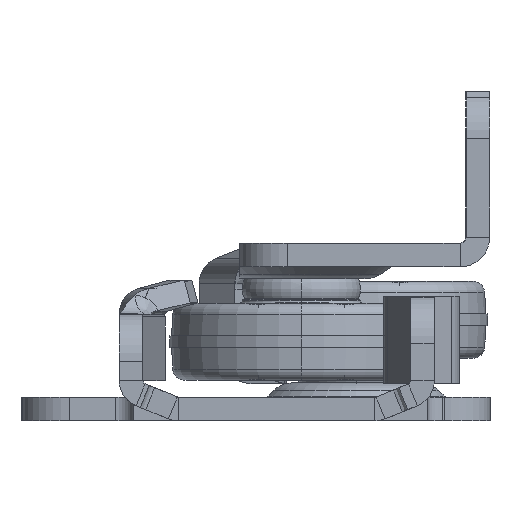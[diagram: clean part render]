
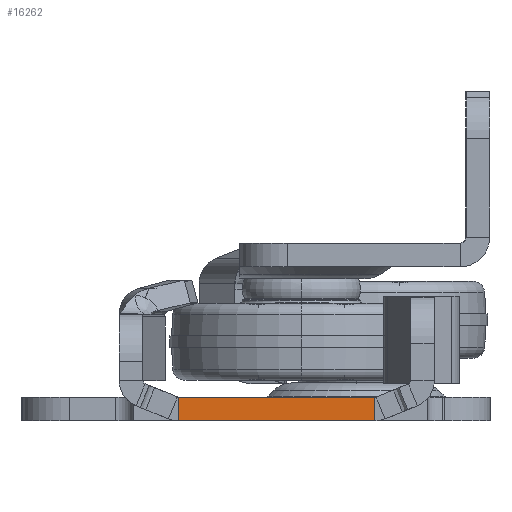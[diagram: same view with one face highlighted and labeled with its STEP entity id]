
A CAD part, left-side view. The second image highlights one B-rep face of the part: STEP entity #16262.
In plain terms, the highlighted planar face has unit normal (-1, 0, 0).
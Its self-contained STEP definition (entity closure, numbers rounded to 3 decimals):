
#62 = LINE ( 'NONE', #9419, #10676 ) ;
#359 = EDGE_CURVE ( 'NONE', #10626, #796, #10114, .T. ) ;
#796 = VERTEX_POINT ( 'NONE', #2783 ) ;
#1738 = PLANE ( 'NONE',  #16005 ) ;
#2022 = LINE ( 'NONE', #14706, #7795 ) ;
#2364 = EDGE_CURVE ( 'NONE', #14415, #8523, #3248, .T. ) ;
#2783 = CARTESIAN_POINT ( 'NONE',  ( -749.5, 7.022, 2. ) ) ;
#3133 = EDGE_CURVE ( 'NONE', #8523, #10626, #62, .T. ) ;
#3248 = LINE ( 'NONE', #4602, #3739 ) ;
#3739 = VECTOR ( 'NONE', #8682, 1000. ) ;
#3903 = DIRECTION ( 'NONE',  ( 0., 1., 0. ) ) ;
#4451 = DIRECTION ( 'NONE',  ( -1., 0., 0. ) ) ;
#4602 = CARTESIAN_POINT ( 'NONE',  ( -749.5, -9.522, 2. ) ) ;
#5791 = EDGE_LOOP ( 'NONE', ( #14836, #7761, #9155, #15613 ) ) ;
#5956 = FACE_OUTER_BOUND ( 'NONE', #5791, .T. ) ;
#7430 = CARTESIAN_POINT ( 'NONE',  ( -749.5, -9.522, 0. ) ) ;
#7445 = DIRECTION ( 'NONE',  ( 0., 1., 0. ) ) ;
#7761 = ORIENTED_EDGE ( 'NONE', *, *, #9886, .T. ) ;
#7795 = VECTOR ( 'NONE', #3903, 1000. ) ;
#8523 = VERTEX_POINT ( 'NONE', #7430 ) ;
#8682 = DIRECTION ( 'NONE',  ( 0., 0., -1. ) ) ;
#8873 = DIRECTION ( 'NONE',  ( 0., 0., 1. ) ) ;
#9155 = ORIENTED_EDGE ( 'NONE', *, *, #359, .F. ) ;
#9419 = CARTESIAN_POINT ( 'NONE',  ( -749.5, -21.25, 0. ) ) ;
#9886 = EDGE_CURVE ( 'NONE', #14415, #796, #2022, .T. ) ;
#10114 = LINE ( 'NONE', #14517, #17443 ) ;
#10626 = VERTEX_POINT ( 'NONE', #11584 ) ;
#10676 = VECTOR ( 'NONE', #14811, 1000. ) ;
#11584 = CARTESIAN_POINT ( 'NONE',  ( -749.5, 7.022, 0. ) ) ;
#12483 = CARTESIAN_POINT ( 'NONE',  ( -749.5, -9.522, 2. ) ) ;
#14415 = VERTEX_POINT ( 'NONE', #12483 ) ;
#14517 = CARTESIAN_POINT ( 'NONE',  ( -749.5, 7.022, 2. ) ) ;
#14706 = CARTESIAN_POINT ( 'NONE',  ( -749.5, -11.5, 2. ) ) ;
#14811 = DIRECTION ( 'NONE',  ( 0., 1., 0. ) ) ;
#14836 = ORIENTED_EDGE ( 'NONE', *, *, #2364, .F. ) ;
#15613 = ORIENTED_EDGE ( 'NONE', *, *, #3133, .F. ) ;
#16005 = AXIS2_PLACEMENT_3D ( 'NONE', #16763, #4451, #7445 ) ;
#16262 = ADVANCED_FACE ( 'NONE', ( #5956 ), #1738, .T. ) ;
#16763 = CARTESIAN_POINT ( 'NONE',  ( -749.5, -11.5, 2. ) ) ;
#17443 = VECTOR ( 'NONE', #8873, 1000. ) ;
